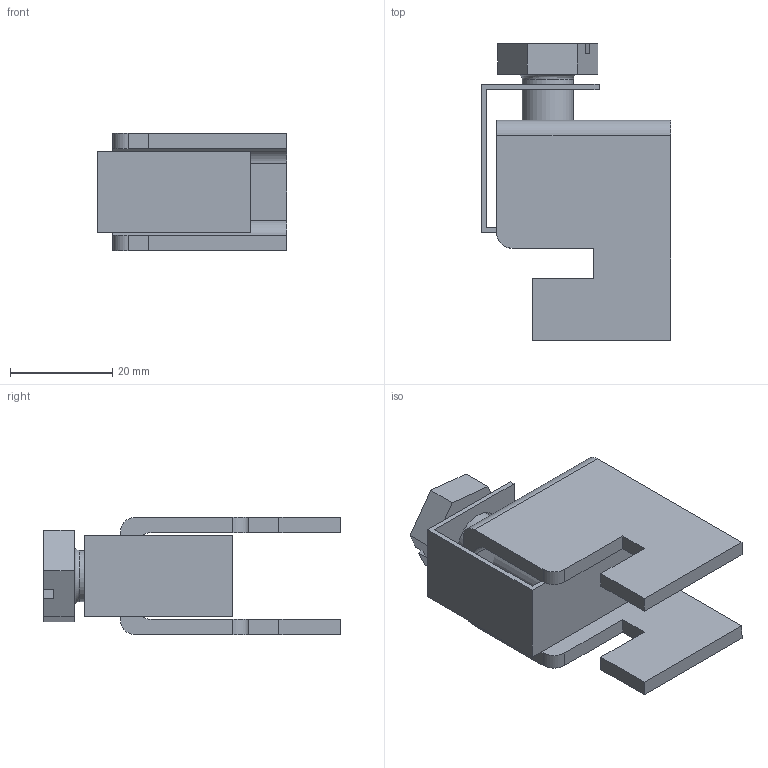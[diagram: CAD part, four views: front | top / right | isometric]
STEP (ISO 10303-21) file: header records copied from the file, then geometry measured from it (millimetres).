
FILE_DESCRIPTION((''),'2;1');
FILE_NAME('01068000.stp','2007-12-23T09:45:12',('Hubert Lenker'),(''),'Autodesk Inventor 10','Autodesk Inventor 10','');
FILE_SCHEMA(('AUTOMOTIVE_DESIGN { 1 0 10303 214 1 1 1 1 }'));
Length unit declared in the file: millimetre
Products named in the file (4): 01068000; 80053000; 71279000; 70990000
Assembly tree (3 placements, depth 2):
  01068000
    80053000
    71279000
    70990000
Bounding box: 37 x 58 x 23 mm (x, y, z)
Volume: 14091.2 mm3; surface area: 11365.4 mm2
Topology: 3 solids, 3 shells, 52 faces, 135 edges, 90 vertices
Faces by surface type: plane 41, cylinder 7, bspline 3, cone 1
Full cylindrical faces by diameter (mm): 10 x1
Entity records: 1713 total; most frequent: CARTESIAN_POINT 353, DIRECTION 260, ORIENTED_EDGE 256, EDGE_CURVE 128, VECTOR 108, LINE 108, VERTEX_POINT 88, AXIS2_PLACEMENT_3D 76
